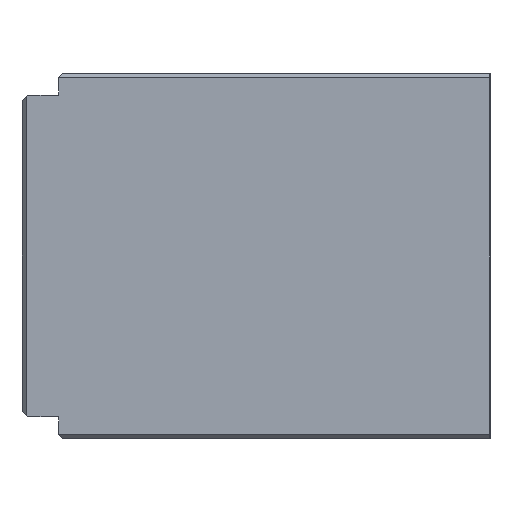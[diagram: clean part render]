
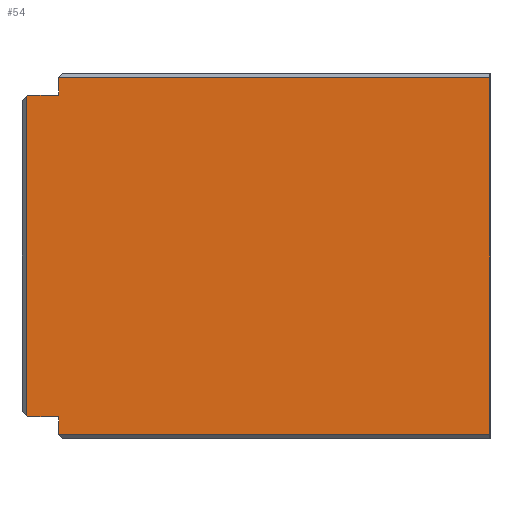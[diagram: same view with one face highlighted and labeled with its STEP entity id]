
A CAD part, left-side view. The second image highlights one B-rep face of the part: STEP entity #54.
In plain terms, the highlighted planar face has unit normal (-1, 0, 0).
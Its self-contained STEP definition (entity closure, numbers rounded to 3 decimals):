
#54 = ADVANCED_FACE ( 'NONE', ( #1209 ), #161, .F. ) ;
#70 = CARTESIAN_POINT ( 'NONE',  ( -60., 29.5, -12.2 ) ) ;
#72 = ORIENTED_EDGE ( 'NONE', *, *, #389, .T. ) ;
#76 = VERTEX_POINT ( 'NONE', #660 ) ;
#123 = EDGE_CURVE ( 'NONE', #1501, #1017, #346, .T. ) ;
#161 = PLANE ( 'NONE',  #616 ) ;
#167 = VECTOR ( 'NONE', #329, 1000. ) ;
#181 = DIRECTION ( 'NONE',  ( 0., 0., -1. ) ) ;
#203 = CARTESIAN_POINT ( 'NONE',  ( -60., 29.5, -12.2 ) ) ;
#238 = VECTOR ( 'NONE', #514, 1000. ) ;
#242 = VERTEX_POINT ( 'NONE', #504 ) ;
#268 = ORIENTED_EDGE ( 'NONE', *, *, #671, .T. ) ;
#270 = VECTOR ( 'NONE', #711, 1000. ) ;
#301 = CARTESIAN_POINT ( 'NONE',  ( -60., 32., 12.5 ) ) ;
#329 = DIRECTION ( 'NONE',  ( 0., 0.707, -0.707 ) ) ;
#346 = LINE ( 'NONE', #677, #659 ) ;
#389 = EDGE_CURVE ( 'NONE', #902, #877, #1020, .T. ) ;
#390 = VECTOR ( 'NONE', #1515, 1000. ) ;
#405 = LINE ( 'NONE', #70, #693 ) ;
#422 = EDGE_CURVE ( 'NONE', #1223, #1501, #1185, .T. ) ;
#424 = EDGE_CURVE ( 'NONE', #1017, #76, #586, .T. ) ;
#435 = CARTESIAN_POINT ( 'NONE',  ( -60., 0., 12.2 ) ) ;
#501 = VECTOR ( 'NONE', #922, 1000. ) ;
#504 = CARTESIAN_POINT ( 'NONE',  ( -60., 0., -12.2 ) ) ;
#514 = DIRECTION ( 'NONE',  ( 0., 1., 0. ) ) ;
#523 = CARTESIAN_POINT ( 'NONE',  ( -60., 29.5, 11. ) ) ;
#535 = LINE ( 'NONE', #1277, #501 ) ;
#559 = CARTESIAN_POINT ( 'NONE',  ( -60., 29.5, -11. ) ) ;
#565 = VERTEX_POINT ( 'NONE', #1256 ) ;
#586 = LINE ( 'NONE', #523, #238 ) ;
#607 = CARTESIAN_POINT ( 'NONE',  ( -60., 32., 12.2 ) ) ;
#612 = CARTESIAN_POINT ( 'NONE',  ( -60., 31.7, 10.919 ) ) ;
#616 = AXIS2_PLACEMENT_3D ( 'NONE', #301, #1024, #181 ) ;
#617 = CARTESIAN_POINT ( 'NONE',  ( -60., 29.5, -11. ) ) ;
#659 = VECTOR ( 'NONE', #1495, 1000. ) ;
#660 = CARTESIAN_POINT ( 'NONE',  ( -60., 31.619, 11. ) ) ;
#671 = EDGE_CURVE ( 'NONE', #242, #1223, #535, .T. ) ;
#677 = CARTESIAN_POINT ( 'NONE',  ( -60., 29.5, 12.2 ) ) ;
#693 = VECTOR ( 'NONE', #905, 1000. ) ;
#698 = CARTESIAN_POINT ( 'NONE',  ( -60., 32., -12.2 ) ) ;
#707 = VECTOR ( 'NONE', #751, 1000. ) ;
#708 = ORIENTED_EDGE ( 'NONE', *, *, #424, .T. ) ;
#711 = DIRECTION ( 'NONE',  ( 0., 1., 0. ) ) ;
#719 = EDGE_CURVE ( 'NONE', #877, #565, #1314, .T. ) ;
#727 = CARTESIAN_POINT ( 'NONE',  ( -60., 31.7, -10.919 ) ) ;
#730 = EDGE_LOOP ( 'NONE', ( #1103, #991, #268, #1235, #1123, #708, #983, #72, #1446, #924 ) ) ;
#751 = DIRECTION ( 'NONE',  ( 0., 0., -1. ) ) ;
#755 = EDGE_CURVE ( 'NONE', #1166, #242, #996, .T. ) ;
#758 = CARTESIAN_POINT ( 'NONE',  ( -60., 31.7, 12.5 ) ) ;
#770 = CARTESIAN_POINT ( 'NONE',  ( -60., 29.5, 11. ) ) ;
#818 = DIRECTION ( 'NONE',  ( 0., -1., 0. ) ) ;
#877 = VERTEX_POINT ( 'NONE', #727 ) ;
#902 = VERTEX_POINT ( 'NONE', #612 ) ;
#905 = DIRECTION ( 'NONE',  ( 0., 0., -1. ) ) ;
#922 = DIRECTION ( 'NONE',  ( 0., 0., 1. ) ) ;
#924 = ORIENTED_EDGE ( 'NONE', *, *, #958, .T. ) ;
#958 = EDGE_CURVE ( 'NONE', #565, #1439, #1214, .T. ) ;
#959 = VECTOR ( 'NONE', #818, 1000. ) ;
#983 = ORIENTED_EDGE ( 'NONE', *, *, #1453, .T. ) ;
#991 = ORIENTED_EDGE ( 'NONE', *, *, #755, .T. ) ;
#996 = LINE ( 'NONE', #698, #959 ) ;
#1017 = VERTEX_POINT ( 'NONE', #770 ) ;
#1020 = LINE ( 'NONE', #758, #707 ) ;
#1024 = DIRECTION ( 'NONE',  ( 1., 0., 0. ) ) ;
#1081 = EDGE_CURVE ( 'NONE', #1439, #1166, #405, .T. ) ;
#1103 = ORIENTED_EDGE ( 'NONE', *, *, #1081, .T. ) ;
#1121 = LINE ( 'NONE', #1508, #167 ) ;
#1123 = ORIENTED_EDGE ( 'NONE', *, *, #123, .T. ) ;
#1166 = VERTEX_POINT ( 'NONE', #203 ) ;
#1185 = LINE ( 'NONE', #607, #270 ) ;
#1209 = FACE_OUTER_BOUND ( 'NONE', #730, .T. ) ;
#1213 = DIRECTION ( 'NONE',  ( 0., -1., 0. ) ) ;
#1214 = LINE ( 'NONE', #617, #1516 ) ;
#1223 = VERTEX_POINT ( 'NONE', #435 ) ;
#1235 = ORIENTED_EDGE ( 'NONE', *, *, #422, .T. ) ;
#1256 = CARTESIAN_POINT ( 'NONE',  ( -60., 31.619, -11. ) ) ;
#1277 = CARTESIAN_POINT ( 'NONE',  ( -60., 0., 12.5 ) ) ;
#1314 = LINE ( 'NONE', #1397, #390 ) ;
#1397 = CARTESIAN_POINT ( 'NONE',  ( -60., 31.619, -11. ) ) ;
#1412 = CARTESIAN_POINT ( 'NONE',  ( -60., 29.5, 12.2 ) ) ;
#1439 = VERTEX_POINT ( 'NONE', #559 ) ;
#1446 = ORIENTED_EDGE ( 'NONE', *, *, #719, .T. ) ;
#1453 = EDGE_CURVE ( 'NONE', #76, #902, #1121, .T. ) ;
#1495 = DIRECTION ( 'NONE',  ( 0., 0., -1. ) ) ;
#1501 = VERTEX_POINT ( 'NONE', #1412 ) ;
#1508 = CARTESIAN_POINT ( 'NONE',  ( -60., 31.619, 11. ) ) ;
#1515 = DIRECTION ( 'NONE',  ( 0., -0.707, -0.707 ) ) ;
#1516 = VECTOR ( 'NONE', #1213, 1000. ) ;
